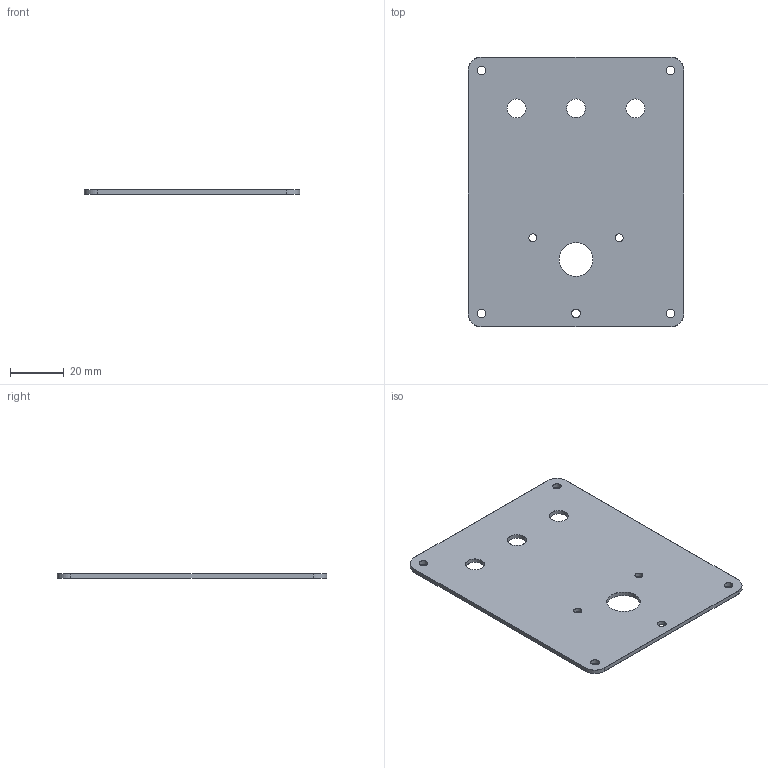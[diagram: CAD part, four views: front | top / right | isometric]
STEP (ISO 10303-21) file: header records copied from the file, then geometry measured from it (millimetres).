
FILE_DESCRIPTION(('KiCad electronic assembly'),'2;1');
FILE_NAME('big_muff_pi_front_plate.step','2025-05-10T22:53:18',('Pcbnew' ),('Kicad'),'Open CASCADE STEP processor 7.6', 'KiCad to STEP converter','Unknown');
FILE_SCHEMA(('AUTOMOTIVE_DESIGN { 1 0 10303 214 1 1 1 1 }'));
Length unit declared in the file: millimetre
Products named in the file (3): big_muff_pi_front_plate 1; big_muff_pi_front_plate_soldermask; big_muff_pi_front_plate_PCB
Assembly tree (2 placements, depth 2):
  big_muff_pi_front_plate 1
    big_muff_pi_front_plate_soldermask
    big_muff_pi_front_plate_PCB
Bounding box: 80 x 100 x 1.61 mm (x, y, z)
Volume: 11605.9 mm3; surface area: 31537.7 mm2
Topology: 1 solids, 3 shells, 23 faces, 115 edges, 96 vertices
Faces by surface type: cylinder 15, plane 8
Full cylindrical faces by diameter (mm): 3 x2, 3.2 x5, 7 x3, 12.5 x1
Entity records: 1360 total; most frequent: CARTESIAN_POINT 237, DIRECTION 227, ORIENTED_EDGE 172, EDGE_CURVE 115, VERTEX_POINT 96, AXIS2_PLACEMENT_3D 86, FACE_BOUND 68, EDGE_LOOP 68
